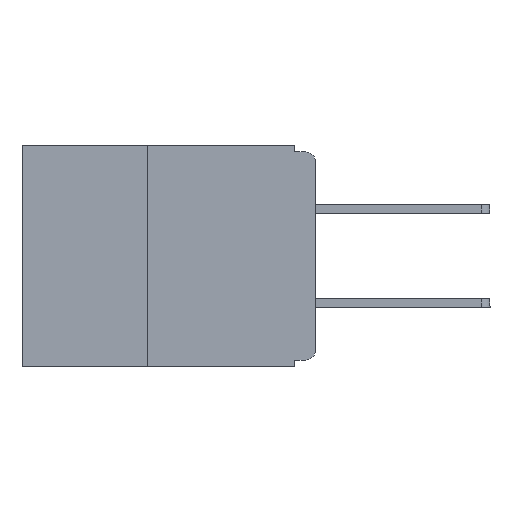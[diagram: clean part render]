
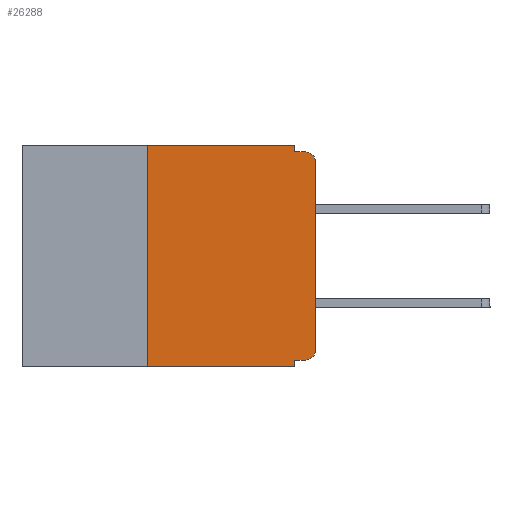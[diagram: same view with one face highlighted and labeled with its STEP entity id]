
A CAD part, left-side view. The second image highlights one B-rep face of the part: STEP entity #26288.
In plain terms, the highlighted planar face has unit normal (-1, 0, 0).
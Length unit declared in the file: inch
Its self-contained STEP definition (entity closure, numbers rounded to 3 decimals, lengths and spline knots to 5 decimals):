
#223 = VERTEX_POINT ( 'NONE', #636 ) ;
#601 = DIRECTION ( 'NONE',  ( 0., -1., 0. ) ) ;
#636 = CARTESIAN_POINT ( 'NONE',  ( 0., 0.015, -0.32 ) ) ;
#764 = DIRECTION ( 'NONE',  ( 0., 0., 1. ) ) ;
#1013 = VECTOR ( 'NONE', #17545, 39.37008 ) ;
#1425 = DIRECTION ( 'NONE',  ( 0., 1., 0. ) ) ;
#2001 = VERTEX_POINT ( 'NONE', #24912 ) ;
#2024 = VERTEX_POINT ( 'NONE', #23485 ) ;
#2048 = AXIS2_PLACEMENT_3D ( 'NONE', #5475, #24440, #11850 ) ;
#3889 = CARTESIAN_POINT ( 'NONE',  ( 0., 0., -0.305 ) ) ;
#4453 = DIRECTION ( 'NONE',  ( 0., -1., 0. ) ) ;
#4913 = LINE ( 'NONE', #19221, #21083 ) ;
#5153 = VECTOR ( 'NONE', #1425, 39.37008 ) ;
#5451 = EDGE_CURVE ( 'NONE', #19151, #9847, #21552, .T. ) ;
#5475 = CARTESIAN_POINT ( 'NONE',  ( 0., 0.437, 0. ) ) ;
#5524 = DIRECTION ( 'NONE',  ( -1., 0., 0. ) ) ;
#6163 = EDGE_CURVE ( 'NONE', #2001, #24744, #24125, .T. ) ;
#7222 = FACE_OUTER_BOUND ( 'NONE', #11214, .T. ) ;
#7294 = LINE ( 'NONE', #13290, #1013 ) ;
#7616 = AXIS2_PLACEMENT_3D ( 'NONE', #8889, #23614, #11018 ) ;
#8017 = CIRCLE ( 'NONE', #12956, 0.015 ) ;
#8879 = DIRECTION ( 'NONE',  ( 0., 0., -1. ) ) ;
#8889 = CARTESIAN_POINT ( 'NONE',  ( 0., 0.015, -0.305 ) ) ;
#9002 = VECTOR ( 'NONE', #19943, 39.37008 ) ;
#9096 = CARTESIAN_POINT ( 'NONE',  ( 0., 0.437, -0.33 ) ) ;
#9847 = VERTEX_POINT ( 'NONE', #15271 ) ;
#10042 = EDGE_CURVE ( 'NONE', #223, #2001, #10770, .T. ) ;
#10316 = CARTESIAN_POINT ( 'NONE',  ( 0., 0.031, -0.33 ) ) ;
#10376 = DIRECTION ( 'NONE',  ( 0., 0., -1. ) ) ;
#10770 = LINE ( 'NONE', #14066, #5153 ) ;
#10948 = EDGE_CURVE ( 'NONE', #223, #19151, #26775, .T. ) ;
#11018 = DIRECTION ( 'NONE',  ( 0., 0., -1. ) ) ;
#11128 = CARTESIAN_POINT ( 'NONE',  ( 0., 0.031, -0.01 ) ) ;
#11214 = EDGE_LOOP ( 'NONE', ( #17409, #17591, #19663, #20536, #21270, #21541, #21811, #21919, #22551, #23249 ) ) ;
#11850 = DIRECTION ( 'NONE',  ( 0., 0., -1. ) ) ;
#12938 = VECTOR ( 'NONE', #10376, 39.37008 ) ;
#12956 = AXIS2_PLACEMENT_3D ( 'NONE', #18155, #5524, #20275 ) ;
#13290 = CARTESIAN_POINT ( 'NONE',  ( 0., 0., -0.01 ) ) ;
#14066 = CARTESIAN_POINT ( 'NONE',  ( 0., 0., -0.32 ) ) ;
#14366 = VERTEX_POINT ( 'NONE', #23780 ) ;
#14386 = EDGE_CURVE ( 'NONE', #22798, #19750, #7294, .T. ) ;
#15271 = CARTESIAN_POINT ( 'NONE',  ( 0., 0., -0.025 ) ) ;
#16615 = EDGE_CURVE ( 'NONE', #14366, #2024, #17740, .T. ) ;
#17144 = EDGE_CURVE ( 'NONE', #24661, #22798, #23541, .T. ) ;
#17188 = VECTOR ( 'NONE', #601, 39.37008 ) ;
#17409 = ORIENTED_EDGE ( 'NONE', *, *, #5451, .T. ) ;
#17545 = DIRECTION ( 'NONE',  ( 0., -1., 0. ) ) ;
#17591 = ORIENTED_EDGE ( 'NONE', *, *, #24156, .T. ) ;
#17740 = LINE ( 'NONE', #23813, #22662 ) ;
#17824 = LINE ( 'NONE', #9096, #17188 ) ;
#17945 = VECTOR ( 'NONE', #8879, 39.37008 ) ;
#18155 = CARTESIAN_POINT ( 'NONE',  ( 0., 0.015, -0.025 ) ) ;
#18552 = CARTESIAN_POINT ( 'NONE',  ( 0., 0.031, 0. ) ) ;
#19151 = VERTEX_POINT ( 'NONE', #3889 ) ;
#19221 = CARTESIAN_POINT ( 'NONE',  ( 0., 0.437, 0. ) ) ;
#19443 = EDGE_CURVE ( 'NONE', #14366, #24744, #17824, .T. ) ;
#19663 = ORIENTED_EDGE ( 'NONE', *, *, #14386, .F. ) ;
#19750 = VERTEX_POINT ( 'NONE', #22804 ) ;
#19821 = CARTESIAN_POINT ( 'NONE',  ( 0., 0., 0. ) ) ;
#19943 = DIRECTION ( 'NONE',  ( 0., 0., 1. ) ) ;
#20149 = PLANE ( 'NONE',  #2048 ) ;
#20275 = DIRECTION ( 'NONE',  ( 0., 0., -1. ) ) ;
#20536 = ORIENTED_EDGE ( 'NONE', *, *, #17144, .F. ) ;
#21083 = VECTOR ( 'NONE', #4453, 39.37008 ) ;
#21270 = ORIENTED_EDGE ( 'NONE', *, *, #26642, .F. ) ;
#21429 = CARTESIAN_POINT ( 'NONE',  ( 0., 0.031, 0. ) ) ;
#21541 = ORIENTED_EDGE ( 'NONE', *, *, #16615, .F. ) ;
#21552 = LINE ( 'NONE', #19821, #9002 ) ;
#21811 = ORIENTED_EDGE ( 'NONE', *, *, #19443, .T. ) ;
#21919 = ORIENTED_EDGE ( 'NONE', *, *, #6163, .F. ) ;
#22551 = ORIENTED_EDGE ( 'NONE', *, *, #10042, .F. ) ;
#22662 = VECTOR ( 'NONE', #764, 39.37008 ) ;
#22798 = VERTEX_POINT ( 'NONE', #11128 ) ;
#22804 = CARTESIAN_POINT ( 'NONE',  ( 0., 0.015, -0.01 ) ) ;
#23249 = ORIENTED_EDGE ( 'NONE', *, *, #10948, .T. ) ;
#23485 = CARTESIAN_POINT ( 'NONE',  ( 0., 0.25, 0. ) ) ;
#23541 = LINE ( 'NONE', #21429, #17945 ) ;
#23614 = DIRECTION ( 'NONE',  ( -1., 0., 0. ) ) ;
#23780 = CARTESIAN_POINT ( 'NONE',  ( 0., 0.25, -0.33 ) ) ;
#23813 = CARTESIAN_POINT ( 'NONE',  ( 0., 0.25, -0.33 ) ) ;
#24125 = LINE ( 'NONE', #10316, #12938 ) ;
#24156 = EDGE_CURVE ( 'NONE', #9847, #19750, #8017, .T. ) ;
#24440 = DIRECTION ( 'NONE',  ( 1., 0., 0. ) ) ;
#24661 = VERTEX_POINT ( 'NONE', #18552 ) ;
#24744 = VERTEX_POINT ( 'NONE', #25079 ) ;
#24912 = CARTESIAN_POINT ( 'NONE',  ( 0., 0.031, -0.32 ) ) ;
#25079 = CARTESIAN_POINT ( 'NONE',  ( 0., 0.031, -0.33 ) ) ;
#26288 = ADVANCED_FACE ( 'NONE', ( #7222 ), #20149, .F. ) ;
#26642 = EDGE_CURVE ( 'NONE', #2024, #24661, #4913, .T. ) ;
#26775 = CIRCLE ( 'NONE', #7616, 0.015 ) ;
